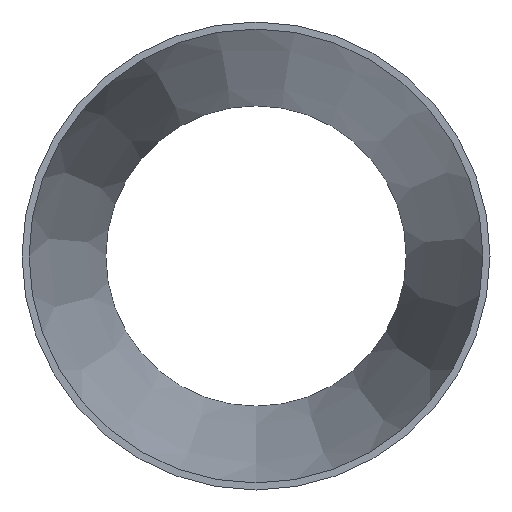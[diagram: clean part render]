
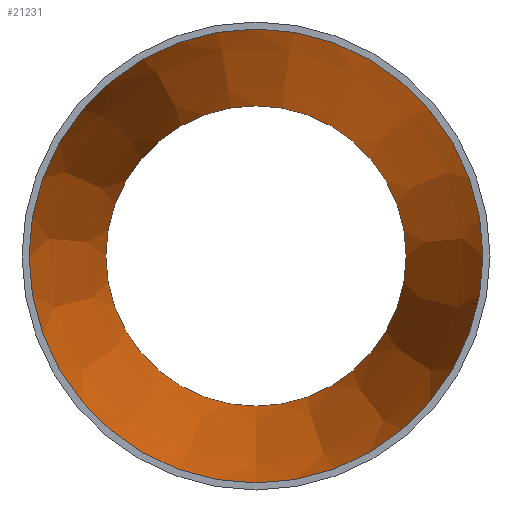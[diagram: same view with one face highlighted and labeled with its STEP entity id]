
A CAD part, front view. The second image highlights one B-rep face of the part: STEP entity #21231.
In plain terms, the highlighted conical face has half-angle 10.612 degrees and reference radius 197.096 mm.
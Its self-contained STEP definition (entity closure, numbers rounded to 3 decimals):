
#306 = EDGE_LOOP ( 'NONE', ( #29788 ) ) ;
#3329 = DIRECTION ( 'NONE',  ( 0., 0., -1. ) ) ;
#6619 = ORIENTED_EDGE ( 'NONE', *, *, #33555, .F. ) ;
#7951 = EDGE_LOOP ( 'NONE', ( #6619 ) ) ;
#8873 = DIRECTION ( 'NONE',  ( 0., 0., -1. ) ) ;
#8900 = AXIS2_PLACEMENT_3D ( 'NONE', #14396, #28176, #8873 ) ;
#9264 = VERTEX_POINT ( 'NONE', #9639 ) ;
#9639 = CARTESIAN_POINT ( 'NONE',  ( 0., 0., -197.096 ) ) ;
#11167 = CONICAL_SURFACE ( 'NONE', #31684, 197.096, 0.185 ) ;
#11283 = CIRCLE ( 'NONE', #31831, 130.396 ) ;
#11999 = CARTESIAN_POINT ( 'NONE',  ( 0., 0., 0. ) ) ;
#14396 = CARTESIAN_POINT ( 'NONE',  ( 0., 0., 0. ) ) ;
#17552 = CARTESIAN_POINT ( 'NONE',  ( 0., 356., -130.396 ) ) ;
#18891 = CIRCLE ( 'NONE', #8900, 197.096 ) ;
#20270 = FACE_BOUND ( 'NONE', #7951, .T. ) ;
#21231 = ADVANCED_FACE ( 'NONE', ( #20270, #34593 ), #11167, .F. ) ;
#23223 = DIRECTION ( 'NONE',  ( 0., -1., 0. ) ) ;
#23821 = VERTEX_POINT ( 'NONE', #17552 ) ;
#25069 = DIRECTION ( 'NONE',  ( 0., -1., 0. ) ) ;
#28166 = DIRECTION ( 'NONE',  ( 0., 0., -1. ) ) ;
#28176 = DIRECTION ( 'NONE',  ( 0., -1., 0. ) ) ;
#29788 = ORIENTED_EDGE ( 'NONE', *, *, #29940, .T. ) ;
#29940 = EDGE_CURVE ( 'NONE', #9264, #9264, #18891, .T. ) ;
#31684 = AXIS2_PLACEMENT_3D ( 'NONE', #11999, #23223, #3329 ) ;
#31831 = AXIS2_PLACEMENT_3D ( 'NONE', #33664, #25069, #28166 ) ;
#33555 = EDGE_CURVE ( 'NONE', #23821, #23821, #11283, .T. ) ;
#33664 = CARTESIAN_POINT ( 'NONE',  ( 0., 356., 0. ) ) ;
#34593 = FACE_OUTER_BOUND ( 'NONE', #306, .T. ) ;
